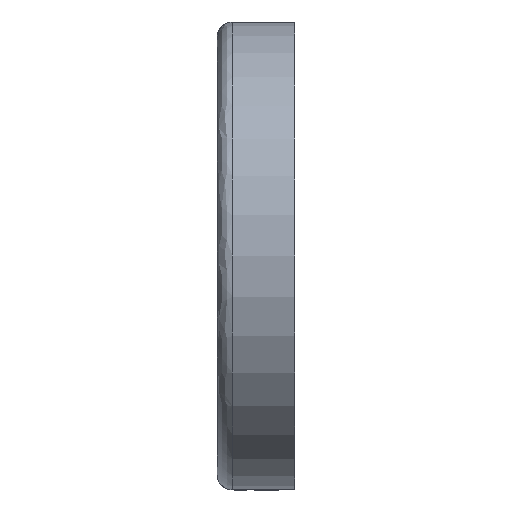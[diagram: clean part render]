
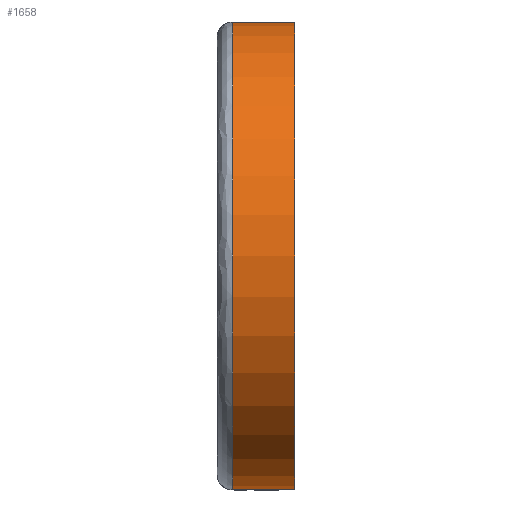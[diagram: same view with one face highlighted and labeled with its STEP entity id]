
A CAD part, left-side view. The second image highlights one B-rep face of the part: STEP entity #1658.
In plain terms, the highlighted cylindrical face has radius 3 mm (diameter 6 mm), a partial arc.
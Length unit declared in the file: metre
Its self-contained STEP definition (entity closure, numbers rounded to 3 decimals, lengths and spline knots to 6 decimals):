
#242 = DIRECTION ( 'NONE',  ( 0., 0., -1. ) ) ;
#333 = CARTESIAN_POINT ( 'NONE',  ( -0.01, 0.0008, 0.003 ) ) ;
#399 = CARTESIAN_POINT ( 'NONE',  ( -0.01, 0.0008, -0.003 ) ) ;
#415 = AXIS2_PLACEMENT_3D ( 'NONE', #2556, #873, #5119 ) ;
#502 = LINE ( 'NONE', #973, #3408 ) ;
#518 = VERTEX_POINT ( 'NONE', #333 ) ;
#529 = EDGE_CURVE ( 'NONE', #2063, #5154, #1431, .T. ) ;
#622 = ORIENTED_EDGE ( 'NONE', *, *, #529, .T. ) ;
#752 = EDGE_CURVE ( 'NONE', #5154, #3241, #1722, .T. ) ;
#849 = FACE_OUTER_BOUND ( 'NONE', #3661, .T. ) ;
#873 = DIRECTION ( 'NONE',  ( 0., -1., 0. ) ) ;
#973 = CARTESIAN_POINT ( 'NONE',  ( -0.01, 0.001, 0.003 ) ) ;
#1282 = ORIENTED_EDGE ( 'NONE', *, *, #1468, .T. ) ;
#1315 = DIRECTION ( 'NONE',  ( 0., 1., 0. ) ) ;
#1316 = CIRCLE ( 'NONE', #415, 0.003 ) ;
#1431 = LINE ( 'NONE', #2413, #2383 ) ;
#1468 = EDGE_CURVE ( 'NONE', #3241, #518, #502, .T. ) ;
#1658 = ADVANCED_FACE ( 'NONE', ( #849 ), #3809, .T. ) ;
#1698 = CARTESIAN_POINT ( 'NONE',  ( -0.01, 0., 0.003 ) ) ;
#1722 = CIRCLE ( 'NONE', #4125, 0.003 ) ;
#1944 = DIRECTION ( 'NONE',  ( 0., -1., 0. ) ) ;
#1948 = EDGE_CURVE ( 'NONE', #518, #2063, #1316, .T. ) ;
#2063 = VERTEX_POINT ( 'NONE', #399 ) ;
#2248 = ORIENTED_EDGE ( 'NONE', *, *, #1948, .T. ) ;
#2383 = VECTOR ( 'NONE', #3778, 1. ) ;
#2413 = CARTESIAN_POINT ( 'NONE',  ( -0.01, 0.001, -0.003 ) ) ;
#2422 = AXIS2_PLACEMENT_3D ( 'NONE', #4973, #1944, #242 ) ;
#2556 = CARTESIAN_POINT ( 'NONE',  ( -0.01, 0.0008, 0. ) ) ;
#3241 = VERTEX_POINT ( 'NONE', #1698 ) ;
#3408 = VECTOR ( 'NONE', #4401, 1. ) ;
#3470 = CARTESIAN_POINT ( 'NONE',  ( -0.01, 0., 0. ) ) ;
#3661 = EDGE_LOOP ( 'NONE', ( #622, #4432, #1282, #2248 ) ) ;
#3778 = DIRECTION ( 'NONE',  ( 0., -1., 0. ) ) ;
#3809 = CYLINDRICAL_SURFACE ( 'NONE', #2422, 0.003 ) ;
#4125 = AXIS2_PLACEMENT_3D ( 'NONE', #3470, #1315, #4320 ) ;
#4320 = DIRECTION ( 'NONE',  ( 0., 0., -1. ) ) ;
#4401 = DIRECTION ( 'NONE',  ( 0., 1., 0. ) ) ;
#4432 = ORIENTED_EDGE ( 'NONE', *, *, #752, .T. ) ;
#4973 = CARTESIAN_POINT ( 'NONE',  ( -0.01, 0.001, 0. ) ) ;
#5119 = DIRECTION ( 'NONE',  ( 0., 0., -1. ) ) ;
#5154 = VERTEX_POINT ( 'NONE', #5198 ) ;
#5198 = CARTESIAN_POINT ( 'NONE',  ( -0.01, 0., -0.003 ) ) ;
